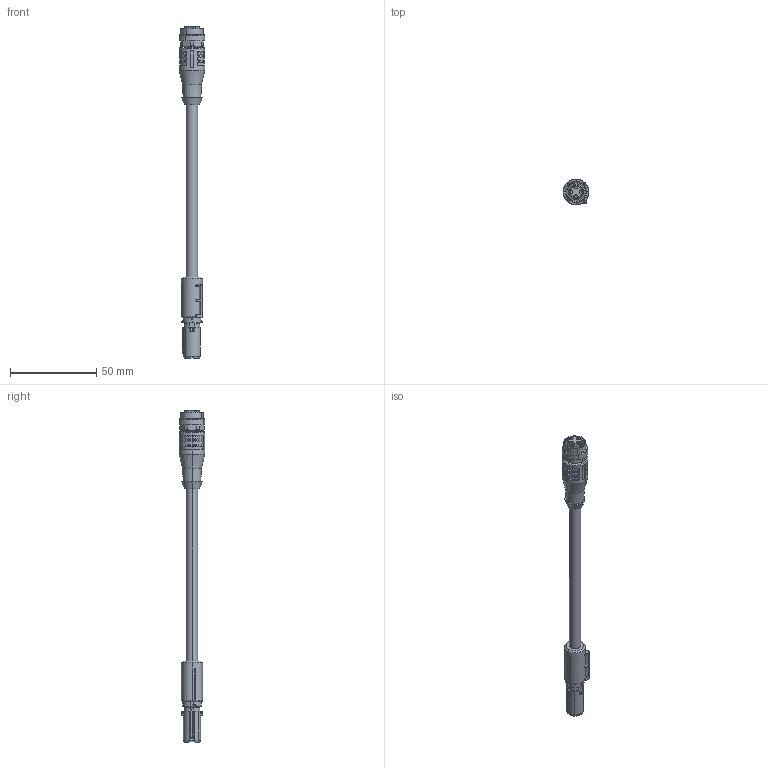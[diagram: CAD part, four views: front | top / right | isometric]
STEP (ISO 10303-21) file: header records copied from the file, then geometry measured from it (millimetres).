
FILE_DESCRIPTION(('CATIA V5 STEP Exchange','CAx-IF Rec.Pracs.--- Model Styling and Organization---1.5--- 2016-08-15','CAx-IF Rec.Pracs.---Supplemental Geometry---1.0---2011-11-01','CAx-IF Rec.Pracs.--- Composite Materials ---1.1---2010-07-15'),'2;1');
FILE_NAME ('030592-4_0', '2025-08-21T07:41:53+00:00', ('none'), ('Weidmueller'), 'CATIA Version 5-6 Release 2024 SP4', 'CATIA V5 STEP AP214 v3', 'none');
FILE_SCHEMA(('AUTOMOTIVE_DESIGN { 1 0 10303 214 1 1 1 1 }'));
Length unit declared in the file: millimetre
Products named in the file (1): 2450450800
Bounding box: 15 x 15 x 192.6 mm (x, y, z)
Volume: 13104.5 mm3; surface area: 7227.1 mm2
Topology: 1 solids, 1 shells, 541 faces, 1439 edges, 926 vertices
Faces by surface type: plane 180, cylinder 158, bspline 70, torus 57, cone 47, extrusion 25, sphere 4
Entity records: 19117 total; most frequent: CARTESIAN_POINT 6805, ORIENTED_EDGE 2868, DIRECTION 1849, EDGE_CURVE 1434, VERTEX_POINT 926, AXIS2_PLACEMENT_3D 835, VECTOR 573, EDGE_LOOP 572
